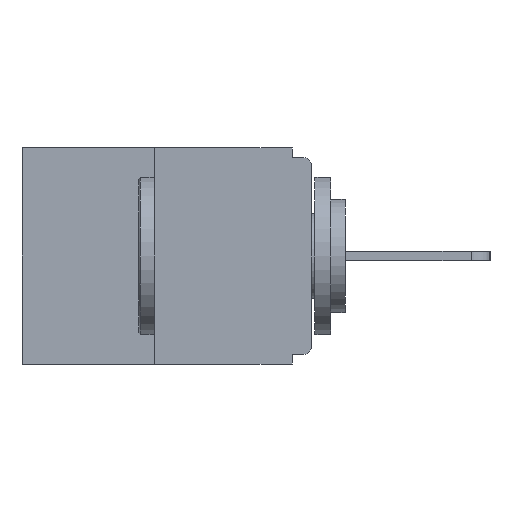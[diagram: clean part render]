
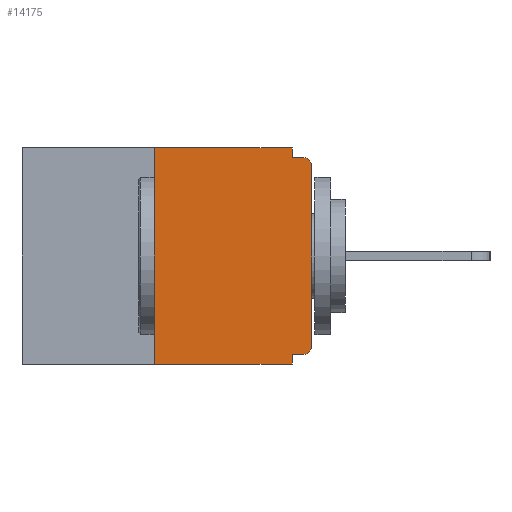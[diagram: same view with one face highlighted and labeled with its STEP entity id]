
A CAD part, left-side view. The second image highlights one B-rep face of the part: STEP entity #14175.
In plain terms, the highlighted planar face has unit normal (-1, 0, 0).
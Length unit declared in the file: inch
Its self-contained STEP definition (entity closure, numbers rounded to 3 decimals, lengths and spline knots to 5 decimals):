
#372 = VECTOR ( 'NONE', #3804, 39.37008 ) ;
#637 = VERTEX_POINT ( 'NONE', #10597 ) ;
#771 = DIRECTION ( 'NONE',  ( 0., 1., 0. ) ) ;
#1019 = VERTEX_POINT ( 'NONE', #15538 ) ;
#1037 = VERTEX_POINT ( 'NONE', #7493 ) ;
#1104 = EDGE_CURVE ( 'NONE', #2353, #1037, #13854, .T. ) ;
#1478 = EDGE_LOOP ( 'NONE', ( #12668, #16320, #5256, #1770, #9620, #13543, #10106, #13986, #17607, #6634 ) ) ;
#1770 = ORIENTED_EDGE ( 'NONE', *, *, #1959, .F. ) ;
#1950 = DIRECTION ( 'NONE',  ( 1., 0., 0. ) ) ;
#1959 = EDGE_CURVE ( 'NONE', #9952, #15981, #2998, .T. ) ;
#2102 = CARTESIAN_POINT ( 'NONE',  ( 0., 0.031, -0.343 ) ) ;
#2218 = LINE ( 'NONE', #7210, #10066 ) ;
#2244 = CARTESIAN_POINT ( 'NONE',  ( 0., 0.015, -0.015 ) ) ;
#2353 = VERTEX_POINT ( 'NONE', #8198 ) ;
#2731 = CARTESIAN_POINT ( 'NONE',  ( 0., 0.031, 0. ) ) ;
#2835 = CIRCLE ( 'NONE', #11627, 0.015 ) ;
#2998 = LINE ( 'NONE', #15489, #3452 ) ;
#3125 = AXIS2_PLACEMENT_3D ( 'NONE', #8009, #7987, #6510 ) ;
#3304 = VECTOR ( 'NONE', #5289, 39.37008 ) ;
#3452 = VECTOR ( 'NONE', #15334, 39.37008 ) ;
#3554 = CARTESIAN_POINT ( 'NONE',  ( 0., 0., -0.03 ) ) ;
#3804 = DIRECTION ( 'NONE',  ( 0., 0., 1. ) ) ;
#3822 = CARTESIAN_POINT ( 'NONE',  ( 0., 0.25, 0. ) ) ;
#3871 = DIRECTION ( 'NONE',  ( 0., -1., 0. ) ) ;
#4433 = VERTEX_POINT ( 'NONE', #6111 ) ;
#4955 = EDGE_CURVE ( 'NONE', #12812, #15981, #14116, .T. ) ;
#5099 = EDGE_CURVE ( 'NONE', #4433, #8950, #7857, .T. ) ;
#5199 = DIRECTION ( 'NONE',  ( -1., 0., 0. ) ) ;
#5256 = ORIENTED_EDGE ( 'NONE', *, *, #4955, .T. ) ;
#5289 = DIRECTION ( 'NONE',  ( 0., -1., 0. ) ) ;
#6111 = CARTESIAN_POINT ( 'NONE',  ( 0., 0.031, -0.015 ) ) ;
#6510 = DIRECTION ( 'NONE',  ( 0., 0., -1. ) ) ;
#6580 = VECTOR ( 'NONE', #771, 39.37008 ) ;
#6634 = ORIENTED_EDGE ( 'NONE', *, *, #18721, .F. ) ;
#6639 = AXIS2_PLACEMENT_3D ( 'NONE', #13685, #1950, #12326 ) ;
#6806 = DIRECTION ( 'NONE',  ( 0., -1., 0. ) ) ;
#7008 = CARTESIAN_POINT ( 'NONE',  ( 0., 0.25, -0.343 ) ) ;
#7210 = CARTESIAN_POINT ( 'NONE',  ( 0., 0.46, 0. ) ) ;
#7493 = CARTESIAN_POINT ( 'NONE',  ( 0., 0., -0.313 ) ) ;
#7733 = LINE ( 'NONE', #3822, #372 ) ;
#7857 = LINE ( 'NONE', #9169, #16026 ) ;
#7987 = DIRECTION ( 'NONE',  ( -1., 0., 0. ) ) ;
#8009 = CARTESIAN_POINT ( 'NONE',  ( 0., 0.015, -0.313 ) ) ;
#8198 = CARTESIAN_POINT ( 'NONE',  ( 0., 0.015, -0.328 ) ) ;
#8847 = EDGE_CURVE ( 'NONE', #12812, #1019, #7733, .T. ) ;
#8950 = VERTEX_POINT ( 'NONE', #2244 ) ;
#9169 = CARTESIAN_POINT ( 'NONE',  ( 0., 0., -0.015 ) ) ;
#9330 = VECTOR ( 'NONE', #10806, 39.37008 ) ;
#9470 = CARTESIAN_POINT ( 'NONE',  ( 0., 0.46, -0.343 ) ) ;
#9620 = ORIENTED_EDGE ( 'NONE', *, *, #13260, .F. ) ;
#9645 = CARTESIAN_POINT ( 'NONE',  ( 0., 0., -0.328 ) ) ;
#9839 = LINE ( 'NONE', #10954, #9330 ) ;
#9933 = EDGE_CURVE ( 'NONE', #1037, #14854, #9839, .T. ) ;
#9952 = VERTEX_POINT ( 'NONE', #10793 ) ;
#10066 = VECTOR ( 'NONE', #6806, 39.37008 ) ;
#10106 = ORIENTED_EDGE ( 'NONE', *, *, #9933, .T. ) ;
#10125 = EDGE_CURVE ( 'NONE', #1019, #637, #2218, .T. ) ;
#10597 = CARTESIAN_POINT ( 'NONE',  ( 0., 0.031, 0. ) ) ;
#10793 = CARTESIAN_POINT ( 'NONE',  ( 0., 0.031, -0.328 ) ) ;
#10806 = DIRECTION ( 'NONE',  ( 0., 0., 1. ) ) ;
#10954 = CARTESIAN_POINT ( 'NONE',  ( 0., 0., 0. ) ) ;
#11048 = LINE ( 'NONE', #2731, #11529 ) ;
#11529 = VECTOR ( 'NONE', #13063, 39.37008 ) ;
#11627 = AXIS2_PLACEMENT_3D ( 'NONE', #13991, #5199, #15386 ) ;
#12117 = FACE_OUTER_BOUND ( 'NONE', #1478, .T. ) ;
#12326 = DIRECTION ( 'NONE',  ( 0., 0., -1. ) ) ;
#12668 = ORIENTED_EDGE ( 'NONE', *, *, #10125, .F. ) ;
#12812 = VERTEX_POINT ( 'NONE', #7008 ) ;
#13063 = DIRECTION ( 'NONE',  ( 0., 0., -1. ) ) ;
#13260 = EDGE_CURVE ( 'NONE', #2353, #9952, #13935, .T. ) ;
#13543 = ORIENTED_EDGE ( 'NONE', *, *, #1104, .T. ) ;
#13685 = CARTESIAN_POINT ( 'NONE',  ( 0., 0.46, 0. ) ) ;
#13854 = CIRCLE ( 'NONE', #3125, 0.015 ) ;
#13935 = LINE ( 'NONE', #9645, #6580 ) ;
#13986 = ORIENTED_EDGE ( 'NONE', *, *, #14302, .T. ) ;
#13991 = CARTESIAN_POINT ( 'NONE',  ( 0., 0.015, -0.03 ) ) ;
#14116 = LINE ( 'NONE', #9470, #3304 ) ;
#14175 = ADVANCED_FACE ( 'NONE', ( #12117 ), #17805, .F. ) ;
#14302 = EDGE_CURVE ( 'NONE', #14854, #8950, #2835, .T. ) ;
#14854 = VERTEX_POINT ( 'NONE', #3554 ) ;
#15334 = DIRECTION ( 'NONE',  ( 0., 0., -1. ) ) ;
#15386 = DIRECTION ( 'NONE',  ( 0., 0., -1. ) ) ;
#15489 = CARTESIAN_POINT ( 'NONE',  ( 0., 0.031, -0.343 ) ) ;
#15538 = CARTESIAN_POINT ( 'NONE',  ( 0., 0.25, 0. ) ) ;
#15981 = VERTEX_POINT ( 'NONE', #2102 ) ;
#16026 = VECTOR ( 'NONE', #3871, 39.37008 ) ;
#16320 = ORIENTED_EDGE ( 'NONE', *, *, #8847, .F. ) ;
#17607 = ORIENTED_EDGE ( 'NONE', *, *, #5099, .F. ) ;
#17805 = PLANE ( 'NONE',  #6639 ) ;
#18721 = EDGE_CURVE ( 'NONE', #637, #4433, #11048, .T. ) ;
